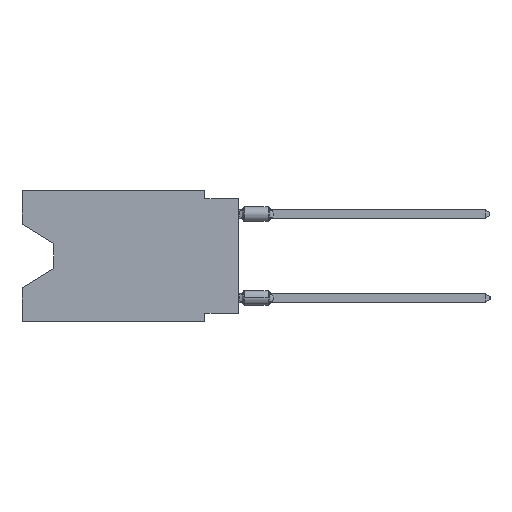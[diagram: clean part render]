
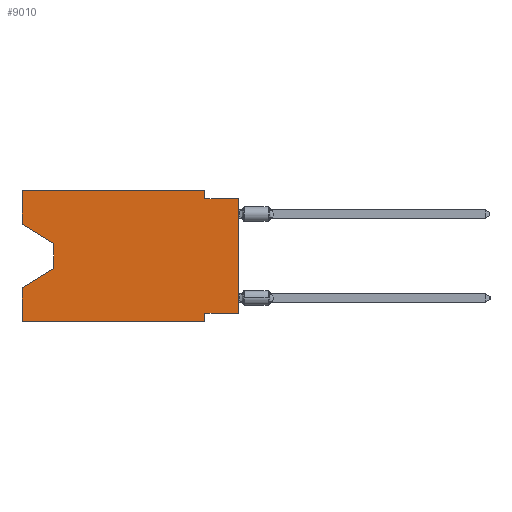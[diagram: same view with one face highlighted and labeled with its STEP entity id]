
A CAD part, left-side view. The second image highlights one B-rep face of the part: STEP entity #9010.
In plain terms, the highlighted planar face has unit normal (-1, 0, 0).
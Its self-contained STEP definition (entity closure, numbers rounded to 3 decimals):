
#380 = VECTOR ( 'NONE', #25495, 1000. ) ;
#749 = CARTESIAN_POINT ( 'NONE',  ( 0., 0., -0.635 ) ) ;
#936 = LINE ( 'NONE', #38112, #35819 ) ;
#1025 = ORIENTED_EDGE ( 'NONE', *, *, #40653, .F. ) ;
#1655 = DIRECTION ( 'NONE',  ( 1., 0., 0. ) ) ;
#2315 = EDGE_LOOP ( 'NONE', ( #3559, #40993, #33530, #16841, #12303, #5437, #33378, #35663, #38534, #16712, #1025, #22406 ) ) ;
#3550 = LINE ( 'NONE', #25406, #25301 ) ;
#3559 = ORIENTED_EDGE ( 'NONE', *, *, #5421, .T. ) ;
#4152 = DIRECTION ( 'NONE',  ( 0., -1., 0. ) ) ;
#4421 = VECTOR ( 'NONE', #44381, 1000. ) ;
#5421 = EDGE_CURVE ( 'NONE', #41415, #41062, #15282, .T. ) ;
#5437 = ORIENTED_EDGE ( 'NONE', *, *, #23614, .F. ) ;
#5517 = DIRECTION ( 'NONE',  ( 0., 0., 1. ) ) ;
#5565 = EDGE_CURVE ( 'NONE', #42480, #36724, #936, .T. ) ;
#5695 = CARTESIAN_POINT ( 'NONE',  ( 0., 0., -9.271 ) ) ;
#5910 = DIRECTION ( 'NONE',  ( 0., 0., -1. ) ) ;
#6041 = CARTESIAN_POINT ( 'NONE',  ( 0., 16.383, 0. ) ) ;
#6886 = CARTESIAN_POINT ( 'NONE',  ( 0., 13.97, -5.893 ) ) ;
#7005 = CARTESIAN_POINT ( 'NONE',  ( 0., 2.54, 0. ) ) ;
#8454 = EDGE_CURVE ( 'NONE', #15595, #15578, #44308, .T. ) ;
#8512 = CARTESIAN_POINT ( 'NONE',  ( 0., 2.54, -0.635 ) ) ;
#8910 = EDGE_CURVE ( 'NONE', #41062, #42480, #17534, .T. ) ;
#9010 = ADVANCED_FACE ( 'NONE', ( #46103 ), #27170, .F. ) ;
#9535 = CARTESIAN_POINT ( 'NONE',  ( 0., 2.54, -9.906 ) ) ;
#10946 = CARTESIAN_POINT ( 'NONE',  ( 0., 2.54, -9.271 ) ) ;
#12303 = ORIENTED_EDGE ( 'NONE', *, *, #33486, .T. ) ;
#12689 = VECTOR ( 'NONE', #5910, 1000. ) ;
#15167 = CARTESIAN_POINT ( 'NONE',  ( 0., 16.383, 0. ) ) ;
#15282 = LINE ( 'NONE', #18920, #27360 ) ;
#15578 = VERTEX_POINT ( 'NONE', #749 ) ;
#15595 = VERTEX_POINT ( 'NONE', #8512 ) ;
#16692 = LINE ( 'NONE', #31502, #34799 ) ;
#16712 = ORIENTED_EDGE ( 'NONE', *, *, #41260, .F. ) ;
#16841 = ORIENTED_EDGE ( 'NONE', *, *, #34442, .F. ) ;
#17310 = EDGE_CURVE ( 'NONE', #17674, #15578, #16692, .T. ) ;
#17534 = LINE ( 'NONE', #36990, #26597 ) ;
#17674 = VERTEX_POINT ( 'NONE', #5695 ) ;
#18920 = CARTESIAN_POINT ( 'NONE',  ( 0., 16.383, -2.546 ) ) ;
#19690 = LINE ( 'NONE', #34262, #20150 ) ;
#20037 = CARTESIAN_POINT ( 'NONE',  ( 0., 2.54, -9.906 ) ) ;
#20150 = VECTOR ( 'NONE', #4152, 1000. ) ;
#21938 = VECTOR ( 'NONE', #33140, 1000. ) ;
#22147 = DIRECTION ( 'NONE',  ( 0., 0., -1. ) ) ;
#22406 = ORIENTED_EDGE ( 'NONE', *, *, #36645, .F. ) ;
#23614 = EDGE_CURVE ( 'NONE', #33264, #29436, #28003, .T. ) ;
#24485 = VERTEX_POINT ( 'NONE', #6041 ) ;
#25249 = LINE ( 'NONE', #28877, #380 ) ;
#25301 = VECTOR ( 'NONE', #32445, 1000. ) ;
#25406 = CARTESIAN_POINT ( 'NONE',  ( 0., 16.383, 0. ) ) ;
#25495 = DIRECTION ( 'NONE',  ( 0., 1., 0. ) ) ;
#26597 = VECTOR ( 'NONE', #22147, 1000. ) ;
#27056 = LINE ( 'NONE', #15167, #44662 ) ;
#27170 = PLANE ( 'NONE',  #29709 ) ;
#27360 = VECTOR ( 'NONE', #37882, 1000. ) ;
#27407 = CARTESIAN_POINT ( 'NONE',  ( 0., 13.97, -4.013 ) ) ;
#27924 = DIRECTION ( 'NONE',  ( 0., 0., 1. ) ) ;
#28003 = LINE ( 'NONE', #9535, #12689 ) ;
#28877 = CARTESIAN_POINT ( 'NONE',  ( 0., 0., -9.271 ) ) ;
#29436 = VERTEX_POINT ( 'NONE', #20037 ) ;
#29556 = CARTESIAN_POINT ( 'NONE',  ( 0., 2.54, 0. ) ) ;
#29709 = AXIS2_PLACEMENT_3D ( 'NONE', #41773, #1655, #38603 ) ;
#31093 = CARTESIAN_POINT ( 'NONE',  ( 0., 16.383, -7.36 ) ) ;
#31502 = CARTESIAN_POINT ( 'NONE',  ( 0., 0., 0. ) ) ;
#32445 = DIRECTION ( 'NONE',  ( 0., 0., 1. ) ) ;
#33140 = DIRECTION ( 'NONE',  ( 0., -1., 0. ) ) ;
#33264 = VERTEX_POINT ( 'NONE', #10946 ) ;
#33378 = ORIENTED_EDGE ( 'NONE', *, *, #39734, .F. ) ;
#33486 = EDGE_CURVE ( 'NONE', #44223, #29436, #19690, .T. ) ;
#33530 = ORIENTED_EDGE ( 'NONE', *, *, #5565, .T. ) ;
#33866 = DIRECTION ( 'NONE',  ( 0., -1., 0. ) ) ;
#34262 = CARTESIAN_POINT ( 'NONE',  ( 0., 16.383, -9.906 ) ) ;
#34442 = EDGE_CURVE ( 'NONE', #44223, #36724, #3550, .T. ) ;
#34455 = DIRECTION ( 'NONE',  ( 0., 0.855, -0.519 ) ) ;
#34799 = VECTOR ( 'NONE', #5517, 1000. ) ;
#35663 = ORIENTED_EDGE ( 'NONE', *, *, #17310, .T. ) ;
#35819 = VECTOR ( 'NONE', #34455, 1000. ) ;
#36645 = EDGE_CURVE ( 'NONE', #41415, #24485, #38881, .T. ) ;
#36724 = VERTEX_POINT ( 'NONE', #31093 ) ;
#36990 = CARTESIAN_POINT ( 'NONE',  ( 0., 13.97, -4.013 ) ) ;
#37838 = CARTESIAN_POINT ( 'NONE',  ( 0., 16.383, -2.546 ) ) ;
#37882 = DIRECTION ( 'NONE',  ( 0., -0.855, -0.519 ) ) ;
#37900 = VERTEX_POINT ( 'NONE', #7005 ) ;
#38112 = CARTESIAN_POINT ( 'NONE',  ( 0., 13.97, -5.893 ) ) ;
#38418 = CARTESIAN_POINT ( 'NONE',  ( 0., 16.383, 0. ) ) ;
#38534 = ORIENTED_EDGE ( 'NONE', *, *, #8454, .F. ) ;
#38603 = DIRECTION ( 'NONE',  ( 0., 0., -1. ) ) ;
#38881 = LINE ( 'NONE', #38418, #39429 ) ;
#39429 = VECTOR ( 'NONE', #27924, 1000. ) ;
#39734 = EDGE_CURVE ( 'NONE', #17674, #33264, #25249, .T. ) ;
#40653 = EDGE_CURVE ( 'NONE', #24485, #37900, #27056, .T. ) ;
#40993 = ORIENTED_EDGE ( 'NONE', *, *, #8910, .T. ) ;
#41062 = VERTEX_POINT ( 'NONE', #27407 ) ;
#41260 = EDGE_CURVE ( 'NONE', #37900, #15595, #43908, .T. ) ;
#41415 = VERTEX_POINT ( 'NONE', #37838 ) ;
#41585 = CARTESIAN_POINT ( 'NONE',  ( 0., 16.383, -9.906 ) ) ;
#41773 = CARTESIAN_POINT ( 'NONE',  ( 0., 16.383, 0. ) ) ;
#42480 = VERTEX_POINT ( 'NONE', #6886 ) ;
#43908 = LINE ( 'NONE', #29556, #4421 ) ;
#44223 = VERTEX_POINT ( 'NONE', #41585 ) ;
#44308 = LINE ( 'NONE', #47235, #21938 ) ;
#44381 = DIRECTION ( 'NONE',  ( 0., 0., -1. ) ) ;
#44662 = VECTOR ( 'NONE', #33866, 1000. ) ;
#46103 = FACE_OUTER_BOUND ( 'NONE', #2315, .T. ) ;
#47235 = CARTESIAN_POINT ( 'NONE',  ( 0., 0., -0.635 ) ) ;
